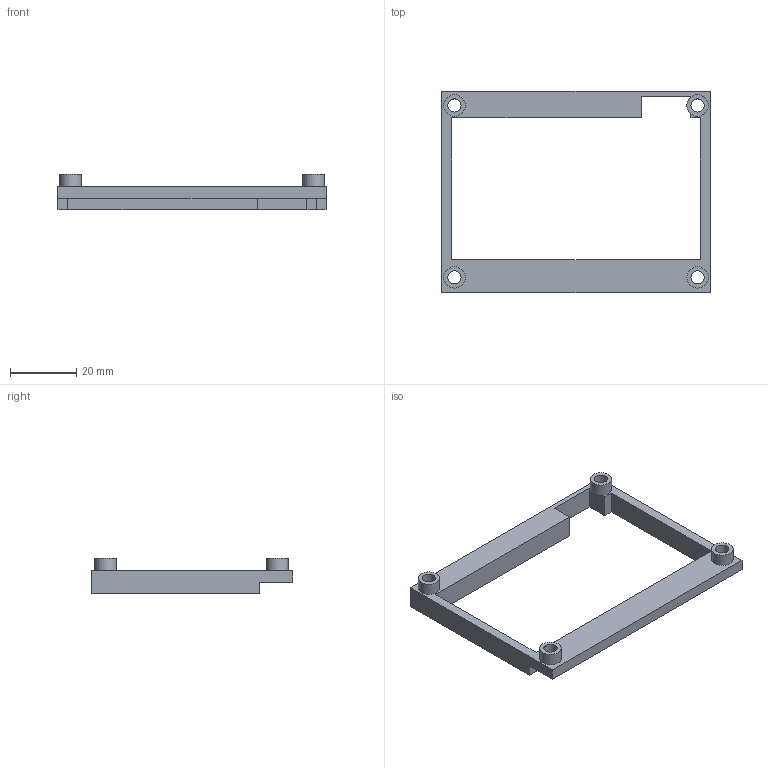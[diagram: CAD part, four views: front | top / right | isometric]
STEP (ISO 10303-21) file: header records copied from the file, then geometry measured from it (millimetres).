
FILE_DESCRIPTION(/* description */ (''),/* implementation_level */ '2;1');
FILE_NAME(/* name */ 'ADT-Lights Tracks v13 body9.step',/* time_stamp */ '2024-10-29T13:25:46-07:00',/* author */ (''),/* organization */ (''),/* preprocessor_version */ 'ST-DEVELOPER v20',/* originating_system */ 'Autodesk Translation Framework v13.20.0.188',/* authorisation */ '');
FILE_SCHEMA (('AUTOMOTIVE_DESIGN { 1 0 10303 214 3 1 1 }'));
Length unit declared in the file: millimetre
Products named in the file (1): ADT-Lights Tracks
Bounding box: 81.26 x 61 x 10.8 mm (x, y, z)
Volume: 8567.6 mm3; surface area: 7061.5 mm2
Topology: 1 solids, 1 shells, 31 faces, 78 edges, 49 vertices
Faces by surface type: plane 23, cylinder 8
Full cylindrical faces by diameter (mm): 4 x4, 6.5 x4
Entity records: 983 total; most frequent: DIRECTION 160, CARTESIAN_POINT 159, ORIENTED_EDGE 156, EDGE_CURVE 78, LINE 60, VECTOR 60, AXIS2_PLACEMENT_3D 50, VERTEX_POINT 49
